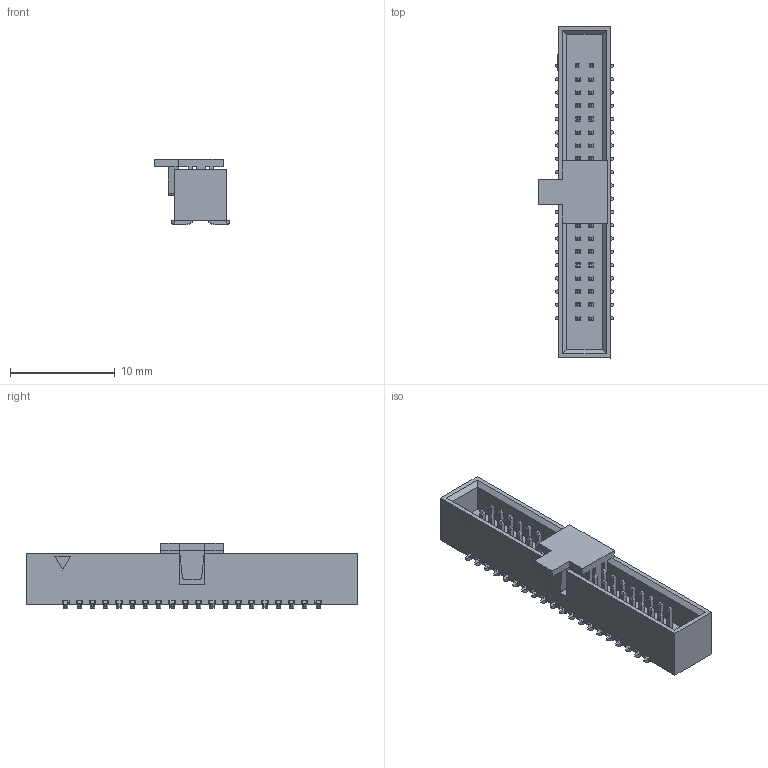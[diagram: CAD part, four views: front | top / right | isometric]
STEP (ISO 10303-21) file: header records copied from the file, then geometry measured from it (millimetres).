
FILE_DESCRIPTION(/* description */ ('Unknown'),/* implementation_level */ '2;1');
FILE_NAME(/* name */ 'J_Wurth_WR-BHD_62734020621',/* time_stamp */ '2025-05-20T15:56:26+08:00',/* author */ ('Unknown'),/* organization */ ('Unknown'),/* preprocessor_version */ 'ST-DEVELOPER v19.4',/* originating_system */ 'Solid Edge',/* authorisation */ 'Unknown');
FILE_SCHEMA (('AUTOMOTIVE_DESIGN {1 0 10303 214 3 1 1}'));
Length unit declared in the file: millimetre
Products named in the file (2): J_Wurth_WR-BHD_62734020621
Assembly tree (1 placements, depth 2):
  J_Wurth_WR-BHD_62734020621
    J_Wurth_WR-BHD_62734020621
Bounding box: 7.22 x 31.75 x 6.26 mm (x, y, z)
Volume: 527.2 mm3; surface area: 1631.8 mm2
Topology: 42 solids, 42 shells, 1213 faces, 3094 edges, 1926 vertices
Faces by surface type: plane 1131, cylinder 82
Entity records: 39124 total; most frequent: CARTESIAN_POINT 6235, ORIENTED_EDGE 6188, DIRECTION 5688, EDGE_CURVE 3094, LINE 2930, VECTOR 2930, VERTEX_POINT 1926, AXIS2_PLACEMENT_3D 1379
